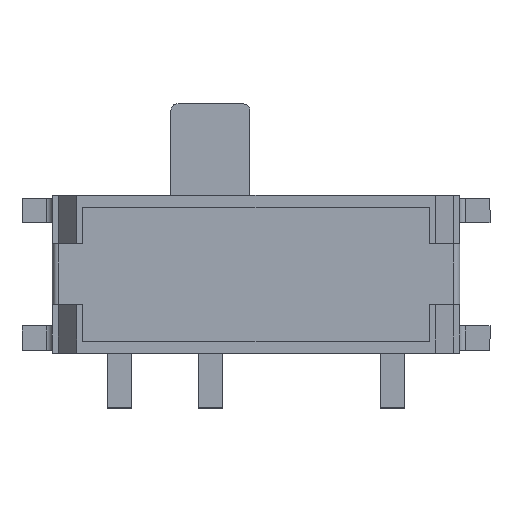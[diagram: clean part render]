
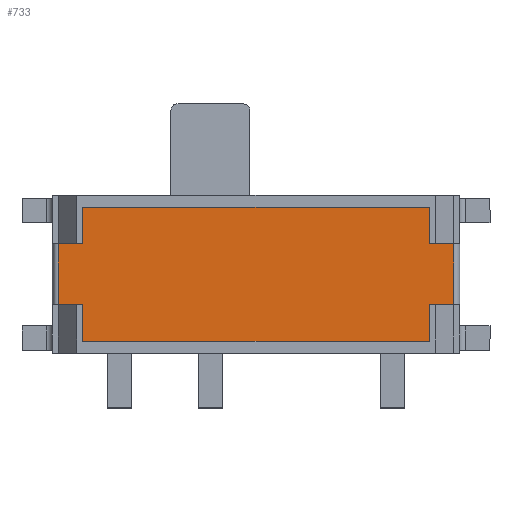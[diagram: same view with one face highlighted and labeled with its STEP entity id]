
A CAD part, top view. The second image highlights one B-rep face of the part: STEP entity #733.
In plain terms, the highlighted planar face has unit normal (0, 0, 1).
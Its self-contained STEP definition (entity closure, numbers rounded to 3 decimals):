
#5 = LINE ( 'NONE', #1439, #1681 ) ;
#10 = CARTESIAN_POINT ( 'NONE',  ( 3.8, 0.46, 1.4 ) ) ;
#17 = DIRECTION ( 'NONE',  ( 1., 0., 0. ) ) ;
#77 = EDGE_CURVE ( 'NONE', #720, #2053, #933, .T. ) ;
#80 = AXIS2_PLACEMENT_3D ( 'NONE', #582, #2151, #17 ) ;
#154 = VERTEX_POINT ( 'NONE', #961 ) ;
#167 = DIRECTION ( 'NONE',  ( 1., 0., 0. ) ) ;
#179 = CARTESIAN_POINT ( 'NONE',  ( -2.7, -0.54, 1.4 ) ) ;
#196 = DIRECTION ( 'NONE',  ( 1., 0., 0. ) ) ;
#213 = CARTESIAN_POINT ( 'NONE',  ( -2.8, -0.54, 1.4 ) ) ;
#225 = CARTESIAN_POINT ( 'NONE',  ( 3.4, -0.54, 1.4 ) ) ;
#281 = ORIENTED_EDGE ( 'NONE', *, *, #2610, .F. ) ;
#303 = EDGE_CURVE ( 'NONE', #2766, #1544, #657, .T. ) ;
#357 = CARTESIAN_POINT ( 'NONE',  ( 3.4, 1.26, 1.4 ) ) ;
#399 = CARTESIAN_POINT ( 'NONE',  ( -2.8, 0.46, 1.4 ) ) ;
#401 = CARTESIAN_POINT ( 'NONE',  ( 3.9, -0.54, 1.4 ) ) ;
#426 = EDGE_CURVE ( 'NONE', #1034, #154, #606, .T. ) ;
#454 = LINE ( 'NONE', #10, #817 ) ;
#582 = CARTESIAN_POINT ( 'NONE',  ( 0., 0., 1.4 ) ) ;
#591 = LINE ( 'NONE', #357, #672 ) ;
#606 = LINE ( 'NONE', #1292, #2789 ) ;
#657 = LINE ( 'NONE', #399, #1470 ) ;
#672 = VECTOR ( 'NONE', #1570, 1000. ) ;
#707 = CARTESIAN_POINT ( 'NONE',  ( 3.4, -1.14, 1.4 ) ) ;
#720 = VERTEX_POINT ( 'NONE', #1923 ) ;
#732 = EDGE_CURVE ( 'NONE', #2053, #2276, #1652, .T. ) ;
#733 = ADVANCED_FACE ( 'NONE', ( #2456 ), #1776, .T. ) ;
#782 = VERTEX_POINT ( 'NONE', #2229 ) ;
#802 = ORIENTED_EDGE ( 'NONE', *, *, #1077, .F. ) ;
#817 = VECTOR ( 'NONE', #2628, 1000. ) ;
#918 = EDGE_LOOP ( 'NONE', ( #802, #2004, #2999, #1165, #2675, #1487, #2604, #281, #2468, #2481, #1158, #2890 ) ) ;
#925 = VECTOR ( 'NONE', #1894, 1000. ) ;
#930 = LINE ( 'NONE', #1157, #925 ) ;
#933 = LINE ( 'NONE', #401, #2737 ) ;
#938 = CARTESIAN_POINT ( 'NONE',  ( -2.3, -0.54, 1.4 ) ) ;
#961 = CARTESIAN_POINT ( 'NONE',  ( 3.8, 0.46, 1.4 ) ) ;
#1034 = VERTEX_POINT ( 'NONE', #1415 ) ;
#1051 = LINE ( 'NONE', #2734, #1464 ) ;
#1077 = EDGE_CURVE ( 'NONE', #2276, #782, #1051, .T. ) ;
#1157 = CARTESIAN_POINT ( 'NONE',  ( -2.3, 1.26, 1.4 ) ) ;
#1158 = ORIENTED_EDGE ( 'NONE', *, *, #3032, .F. ) ;
#1165 = ORIENTED_EDGE ( 'NONE', *, *, #2380, .T. ) ;
#1253 = VERTEX_POINT ( 'NONE', #1343 ) ;
#1292 = CARTESIAN_POINT ( 'NONE',  ( 3.9, 0.46, 1.4 ) ) ;
#1343 = CARTESIAN_POINT ( 'NONE',  ( 3.4, 1.06, 1.4 ) ) ;
#1412 = CARTESIAN_POINT ( 'NONE',  ( 3.4, -1.34, 1.4 ) ) ;
#1415 = CARTESIAN_POINT ( 'NONE',  ( 3.4, 0.46, 1.4 ) ) ;
#1439 = CARTESIAN_POINT ( 'NONE',  ( -2.7, -0.54, 1.4 ) ) ;
#1464 = VECTOR ( 'NONE', #2983, 1000. ) ;
#1470 = VECTOR ( 'NONE', #167, 1000. ) ;
#1487 = ORIENTED_EDGE ( 'NONE', *, *, #2045, .F. ) ;
#1544 = VERTEX_POINT ( 'NONE', #2009 ) ;
#1570 = DIRECTION ( 'NONE',  ( 0., -1., 0. ) ) ;
#1629 = EDGE_CURVE ( 'NONE', #1973, #1253, #2305, .T. ) ;
#1652 = LINE ( 'NONE', #1412, #1864 ) ;
#1681 = VECTOR ( 'NONE', #2836, 1000. ) ;
#1769 = VERTEX_POINT ( 'NONE', #938 ) ;
#1776 = PLANE ( 'NONE',  #80 ) ;
#1793 = CARTESIAN_POINT ( 'NONE',  ( -2.3, -1.34, 1.4 ) ) ;
#1818 = EDGE_CURVE ( 'NONE', #782, #1769, #2963, .T. ) ;
#1823 = VECTOR ( 'NONE', #2944, 1000. ) ;
#1864 = VECTOR ( 'NONE', #2703, 1000. ) ;
#1894 = DIRECTION ( 'NONE',  ( 0., 1., 0. ) ) ;
#1923 = CARTESIAN_POINT ( 'NONE',  ( 3.8, -0.54, 1.4 ) ) ;
#1973 = VERTEX_POINT ( 'NONE', #2272 ) ;
#2004 = ORIENTED_EDGE ( 'NONE', *, *, #732, .F. ) ;
#2009 = CARTESIAN_POINT ( 'NONE',  ( -2.3, 0.46, 1.4 ) ) ;
#2020 = VECTOR ( 'NONE', #196, 1000. ) ;
#2045 = EDGE_CURVE ( 'NONE', #1253, #1034, #591, .T. ) ;
#2053 = VERTEX_POINT ( 'NONE', #225 ) ;
#2061 = EDGE_CURVE ( 'NONE', #2766, #2778, #5, .T. ) ;
#2151 = DIRECTION ( 'NONE',  ( 0., 0., 1. ) ) ;
#2229 = CARTESIAN_POINT ( 'NONE',  ( -2.3, -1.14, 1.4 ) ) ;
#2272 = CARTESIAN_POINT ( 'NONE',  ( -2.3, 1.06, 1.4 ) ) ;
#2276 = VERTEX_POINT ( 'NONE', #707 ) ;
#2292 = CARTESIAN_POINT ( 'NONE',  ( -2.3, 1.06, 1.4 ) ) ;
#2305 = LINE ( 'NONE', #2292, #2020 ) ;
#2356 = DIRECTION ( 'NONE',  ( -1., 0., 0. ) ) ;
#2380 = EDGE_CURVE ( 'NONE', #720, #154, #454, .T. ) ;
#2456 = FACE_OUTER_BOUND ( 'NONE', #918, .T. ) ;
#2459 = DIRECTION ( 'NONE',  ( 1., 0., 0. ) ) ;
#2468 = ORIENTED_EDGE ( 'NONE', *, *, #303, .F. ) ;
#2481 = ORIENTED_EDGE ( 'NONE', *, *, #2061, .T. ) ;
#2484 = VECTOR ( 'NONE', #2356, 1000. ) ;
#2517 = CARTESIAN_POINT ( 'NONE',  ( -2.7, 0.46, 1.4 ) ) ;
#2604 = ORIENTED_EDGE ( 'NONE', *, *, #1629, .F. ) ;
#2610 = EDGE_CURVE ( 'NONE', #1544, #1973, #930, .T. ) ;
#2628 = DIRECTION ( 'NONE',  ( 0., 1., 0. ) ) ;
#2675 = ORIENTED_EDGE ( 'NONE', *, *, #426, .F. ) ;
#2703 = DIRECTION ( 'NONE',  ( 0., -1., 0. ) ) ;
#2734 = CARTESIAN_POINT ( 'NONE',  ( -2.3, -1.14, 1.4 ) ) ;
#2737 = VECTOR ( 'NONE', #2874, 1000. ) ;
#2766 = VERTEX_POINT ( 'NONE', #2517 ) ;
#2778 = VERTEX_POINT ( 'NONE', #179 ) ;
#2789 = VECTOR ( 'NONE', #2459, 1000. ) ;
#2836 = DIRECTION ( 'NONE',  ( 0., -1., 0. ) ) ;
#2866 = LINE ( 'NONE', #213, #2484 ) ;
#2874 = DIRECTION ( 'NONE',  ( -1., 0., 0. ) ) ;
#2890 = ORIENTED_EDGE ( 'NONE', *, *, #1818, .F. ) ;
#2944 = DIRECTION ( 'NONE',  ( 0., 1., 0. ) ) ;
#2963 = LINE ( 'NONE', #1793, #1823 ) ;
#2983 = DIRECTION ( 'NONE',  ( -1., 0., 0. ) ) ;
#2999 = ORIENTED_EDGE ( 'NONE', *, *, #77, .F. ) ;
#3032 = EDGE_CURVE ( 'NONE', #1769, #2778, #2866, .T. ) ;
